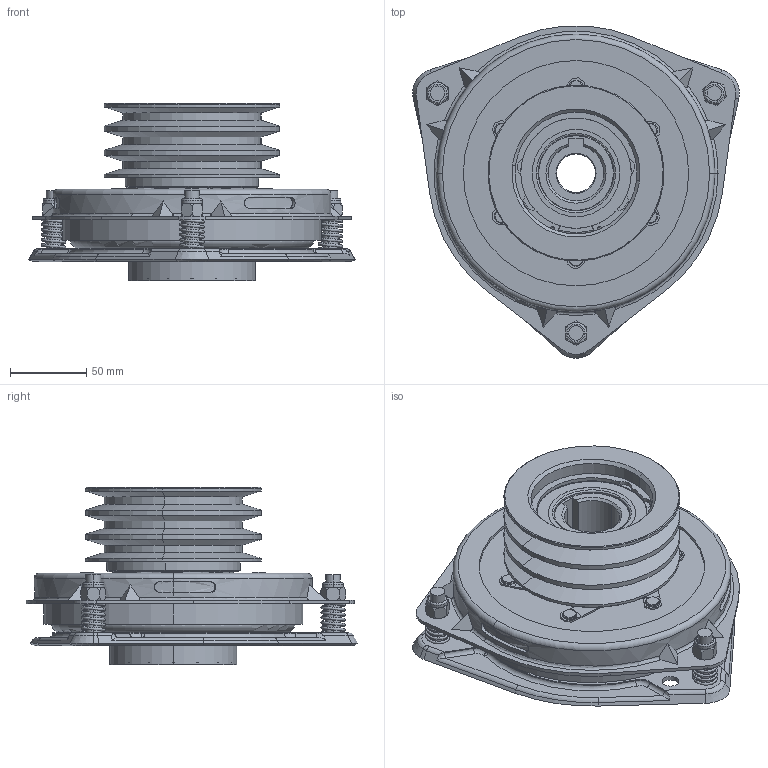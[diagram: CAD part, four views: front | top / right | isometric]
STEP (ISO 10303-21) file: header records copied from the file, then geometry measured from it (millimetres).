
FILE_DESCRIPTION (( 'STEP AP203' ), '1' );
FILE_NAME ('52800500_GT4-RY06_電磁クラッチブレーキ.STEP', '2015-07-28T04:58:47', ( '' ), ( '' ), 'SwSTEP 2.0', 'SolidWorks 2014', '' );
FILE_SCHEMA (( 'CONFIG_CONTROL_DESIGN' ));
Products named in the file (1): 52800500_GT4-RY06_電磁クラッチブレーキ
Bounding box: 214.65 x 218.04 x 116.4 mm (x, y, z)
Volume: 1388505.8 mm3; surface area: 248193.6 mm2
Topology: 1 solids, 24 shells, 1090 faces, 2663 edges, 1644 vertices
Faces by surface type: cylinder 412, plane 394, cone 123, torus 113, bspline 36, sphere 12
Entity records: 38238 total; most frequent: CARTESIAN_POINT 11942, DIRECTION 5876, ORIENTED_EDGE 5314, EDGE_CURVE 2657, AXIS2_PLACEMENT_3D 2379, VERTEX_POINT 1644, CIRCLE 1324, EDGE_LOOP 1229
